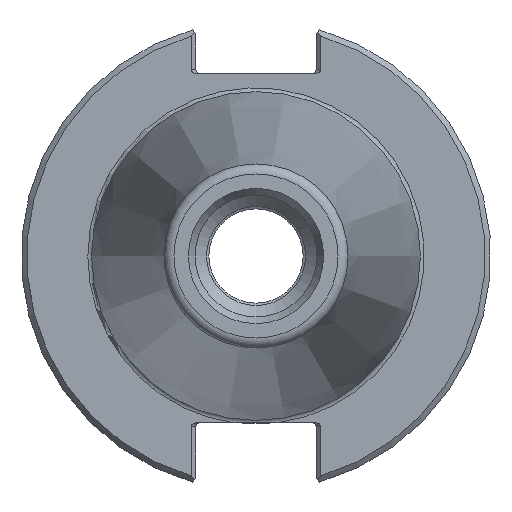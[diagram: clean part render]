
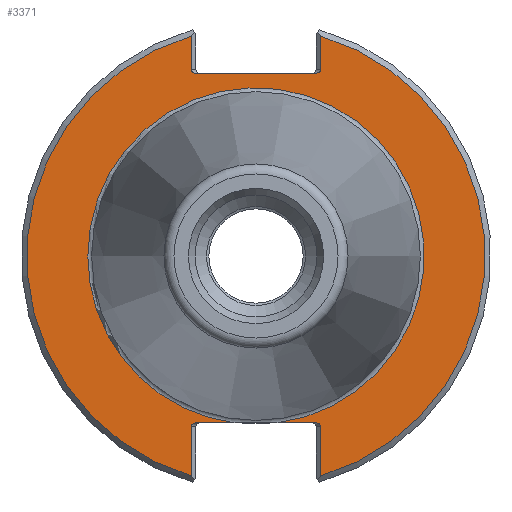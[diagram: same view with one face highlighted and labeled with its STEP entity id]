
A CAD part, left-side view. The second image highlights one B-rep face of the part: STEP entity #3371.
In plain terms, the highlighted planar face has unit normal (-1, 0, 0).
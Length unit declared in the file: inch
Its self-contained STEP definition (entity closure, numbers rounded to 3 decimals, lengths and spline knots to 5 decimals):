
#2429=CARTESIAN_POINT('',(0.125,0.345,0.992));
#2430=VERTEX_POINT('',#2429);
#2437=CARTESIAN_POINT('',(0.125,0.31672,0.972));
#2438=VERTEX_POINT('',#2437);
#2439=CARTESIAN_POINT('',(0.125,0.31672,0.992));
#2440=DIRECTION('',(-1.0,0.0,0.0));
#2441=DIRECTION('',(0.0,1.0,0.0));
#2442=AXIS2_PLACEMENT_3D('',#2439,#2440,#2441);
#2443=ELLIPSE('',#2442,0.02828,0.02);
#2444=EDGE_CURVE('',#2430,#2438,#2443,.T.);
#2529=CARTESIAN_POINT('',(0.125,0.345,1.1702));
#2530=VERTEX_POINT('',#2529);
#2537=CARTESIAN_POINT('',(0.125,0.345,1.1702));
#2538=DIRECTION('',(0.0,0.0,-1.0));
#2539=VECTOR('',#2538,0.1782);
#2540=LINE('',#2537,#2539);
#2541=EDGE_CURVE('',#2530,#2430,#2540,.T.);
#2641=CARTESIAN_POINT('',(0.125,-0.31672,0.972));
#2642=VERTEX_POINT('',#2641);
#2649=CARTESIAN_POINT('',(0.125,-0.345,0.992));
#2650=VERTEX_POINT('',#2649);
#2651=CARTESIAN_POINT('',(0.125,-0.31672,0.992));
#2652=DIRECTION('',(-1.0,0.0,0.0));
#2653=DIRECTION('',(0.0,-1.0,0.0));
#2654=AXIS2_PLACEMENT_3D('',#2651,#2652,#2653);
#2655=ELLIPSE('',#2654,0.02828,0.02);
#2656=EDGE_CURVE('',#2642,#2650,#2655,.T.);
#2706=CARTESIAN_POINT('',(0.125,-0.345,1.1702));
#2707=VERTEX_POINT('',#2706);
#2708=CARTESIAN_POINT('',(0.125,-0.345,0.992));
#2709=DIRECTION('',(0.0,0.0,1.0));
#2710=VECTOR('',#2709,0.1782);
#2711=LINE('',#2708,#2710);
#2712=EDGE_CURVE('',#2650,#2707,#2711,.T.);
#2730=CARTESIAN_POINT('',(0.125,-0.345,-0.908));
#2731=VERTEX_POINT('',#2730);
#2732=CARTESIAN_POINT('',(0.125,-0.31672,-0.888));
#2733=VERTEX_POINT('',#2732);
#2734=CARTESIAN_POINT('',(0.125,-0.31672,-0.908));
#2735=DIRECTION('',(-1.0,0.0,0.0));
#2736=DIRECTION('',(0.0,-1.0,0.0));
#2737=AXIS2_PLACEMENT_3D('',#2734,#2735,#2736);
#2738=ELLIPSE('',#2737,0.02828,0.02);
#2739=EDGE_CURVE('',#2731,#2733,#2738,.T.);
#2837=CARTESIAN_POINT('',(0.125,-0.345,-1.1702));
#2838=VERTEX_POINT('',#2837);
#2845=CARTESIAN_POINT('',(0.125,-0.345,-1.1702));
#2846=DIRECTION('',(0.0,0.0,1.0));
#2847=VECTOR('',#2846,0.2622);
#2848=LINE('',#2845,#2847);
#2849=EDGE_CURVE('',#2838,#2731,#2848,.T.);
#2949=CARTESIAN_POINT('',(0.125,0.31672,-0.888));
#2950=VERTEX_POINT('',#2949);
#2957=CARTESIAN_POINT('',(0.125,0.345,-0.908));
#2958=VERTEX_POINT('',#2957);
#2959=CARTESIAN_POINT('',(0.125,0.31672,-0.908));
#2960=DIRECTION('',(-1.0,0.0,0.0));
#2961=DIRECTION('',(0.0,1.0,0.0));
#2962=AXIS2_PLACEMENT_3D('',#2959,#2960,#2961);
#2963=ELLIPSE('',#2962,0.02828,0.02);
#2964=EDGE_CURVE('',#2950,#2958,#2963,.T.);
#3014=CARTESIAN_POINT('',(0.125,0.345,-1.1702));
#3015=VERTEX_POINT('',#3014);
#3016=CARTESIAN_POINT('',(0.125,0.345,-0.908));
#3017=DIRECTION('',(0.0,0.0,-1.0));
#3018=VECTOR('',#3017,0.2622);
#3019=LINE('',#3016,#3018);
#3020=EDGE_CURVE('',#2958,#3015,#3019,.T.);
#3087=CARTESIAN_POINT('',(0.125,0.31672,0.972));
#3088=DIRECTION('',(0.0,-1.0,0.0));
#3089=VECTOR('',#3088,0.63343);
#3090=LINE('',#3087,#3089);
#3091=EDGE_CURVE('',#2438,#2642,#3090,.T.);
#3289=CARTESIAN_POINT('',(0.125,-0.11172,-0.888));
#3290=VERTEX_POINT('',#3289);
#3291=CARTESIAN_POINT('',(0.125,0.11172,-0.888));
#3292=VERTEX_POINT('',#3291);
#3307=CARTESIAN_POINT('',(0.125,0.,0.0));
#3308=DIRECTION('',(-1.0,0.0,0.0));
#3309=DIRECTION('',(0.0,-1.0,0.0));
#3310=AXIS2_PLACEMENT_3D('',#3307,#3308,#3309);
#3311=CIRCLE('',#3310,0.895);
#3312=EDGE_CURVE('',#3290,#3292,#3311,.T.);
#3328=CARTESIAN_POINT('',(0.125,1.0625,0.0));
#3329=DIRECTION('',(-1.0,0.0,0.0));
#3330=DIRECTION('',(0.0,0.0,1.0));
#3331=AXIS2_PLACEMENT_3D('',#3328,#3329,#3330);
#3332=PLANE('',#3331);
#3333=ORIENTED_EDGE('',*,*,#3312,.F.);
#3334=CARTESIAN_POINT('',(0.125,-0.31672,-0.888));
#3335=DIRECTION('',(0.0,1.0,0.0));
#3336=VECTOR('',#3335,0.205);
#3337=LINE('',#3334,#3336);
#3338=EDGE_CURVE('',#2733,#3290,#3337,.T.);
#3339=ORIENTED_EDGE('',*,*,#3338,.F.);
#3340=ORIENTED_EDGE('',*,*,#2739,.F.);
#3341=ORIENTED_EDGE('',*,*,#2849,.F.);
#3342=CARTESIAN_POINT('',(0.125,0.,0.0));
#3343=DIRECTION('',(1.0,0.0,0.0));
#3344=DIRECTION('',(0.0,-1.0,0.0));
#3345=AXIS2_PLACEMENT_3D('',#3342,#3343,#3344);
#3346=CIRCLE('',#3345,1.22);
#3347=EDGE_CURVE('',#2707,#2838,#3346,.T.);
#3348=ORIENTED_EDGE('',*,*,#3347,.F.);
#3349=ORIENTED_EDGE('',*,*,#2712,.F.);
#3350=ORIENTED_EDGE('',*,*,#2656,.F.);
#3351=ORIENTED_EDGE('',*,*,#3091,.F.);
#3352=ORIENTED_EDGE('',*,*,#2444,.F.);
#3353=ORIENTED_EDGE('',*,*,#2541,.F.);
#3354=CARTESIAN_POINT('',(0.125,0.,0.0));
#3355=DIRECTION('',(1.0,0.0,0.0));
#3356=DIRECTION('',(0.0,1.0,0.0));
#3357=AXIS2_PLACEMENT_3D('',#3354,#3355,#3356);
#3358=CIRCLE('',#3357,1.22);
#3359=EDGE_CURVE('',#3015,#2530,#3358,.T.);
#3360=ORIENTED_EDGE('',*,*,#3359,.F.);
#3361=ORIENTED_EDGE('',*,*,#3020,.F.);
#3362=ORIENTED_EDGE('',*,*,#2964,.F.);
#3363=CARTESIAN_POINT('',(0.125,0.11172,-0.888));
#3364=DIRECTION('',(0.0,1.0,0.0));
#3365=VECTOR('',#3364,0.205);
#3366=LINE('',#3363,#3365);
#3367=EDGE_CURVE('',#3292,#2950,#3366,.T.);
#3368=ORIENTED_EDGE('',*,*,#3367,.F.);
#3369=EDGE_LOOP('',(#3333,#3339,#3340,#3341,#3348,#3349,#3350,#3351,#3352,#3353,#3360,#3361,#3362,#3368));
#3370=FACE_OUTER_BOUND('',#3369,.T.);
#3371=ADVANCED_FACE('',(#3370),#3332,.T.);
